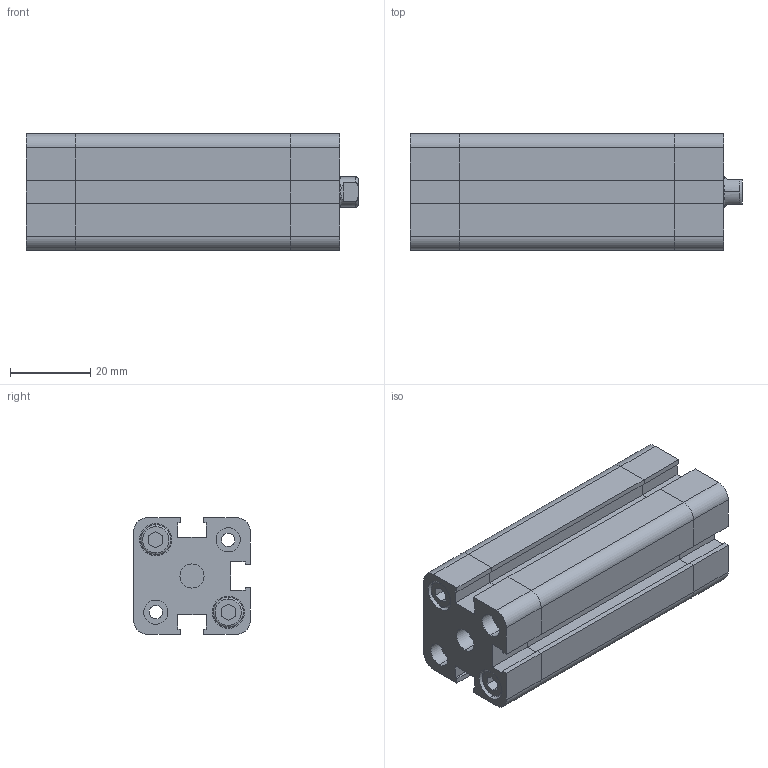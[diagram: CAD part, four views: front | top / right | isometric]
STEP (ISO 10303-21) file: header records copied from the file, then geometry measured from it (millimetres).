
FILE_DESCRIPTION (( 'STEP AP214' ), '1' );
FILE_NAME ('PK-16-40-CYLINDER.STEP', '2013-09-11T13:37:08', ( '' ), ( '' ), 'SwSTEP 2.0', 'SolidWorks 2010', '' );
FILE_SCHEMA (( 'AUTOMOTIVE_DESIGN' ));
Length unit declared in the file: millimetre
Products named in the file (5): 16 ARKA KAPAK_Varsayýlan; 16  BORU_Varsayýlan; 16 ÖN  KAPAK_Varsayýlan; 16 MÝL_Varsayýlan; PK-16-40-CYLINDER
Assembly tree (4 placements, depth 2):
  PK-16-40-CYLINDER
    16  BORU_Varsayýlan
    16 ÖN  KAPAK_Varsayýlan
    16 ARKA KAPAK_Varsayýlan
    16 MÝL_Varsayýlan
Bounding box: 82.5 x 29 x 29 mm (x, y, z)
Volume: 43912.4 mm3; surface area: 26748 mm2
Topology: 4 solids, 4 shells, 252 faces, 629 edges, 413 vertices
Faces by surface type: plane 148, cylinder 85, torus 11, cone 8
Entity records: 7939 total; most frequent: CARTESIAN_POINT 1349, DIRECTION 1337, ORIENTED_EDGE 1258, EDGE_CURVE 629, AXIS2_PLACEMENT_3D 457, VECTOR 423, LINE 423, VERTEX_POINT 413
